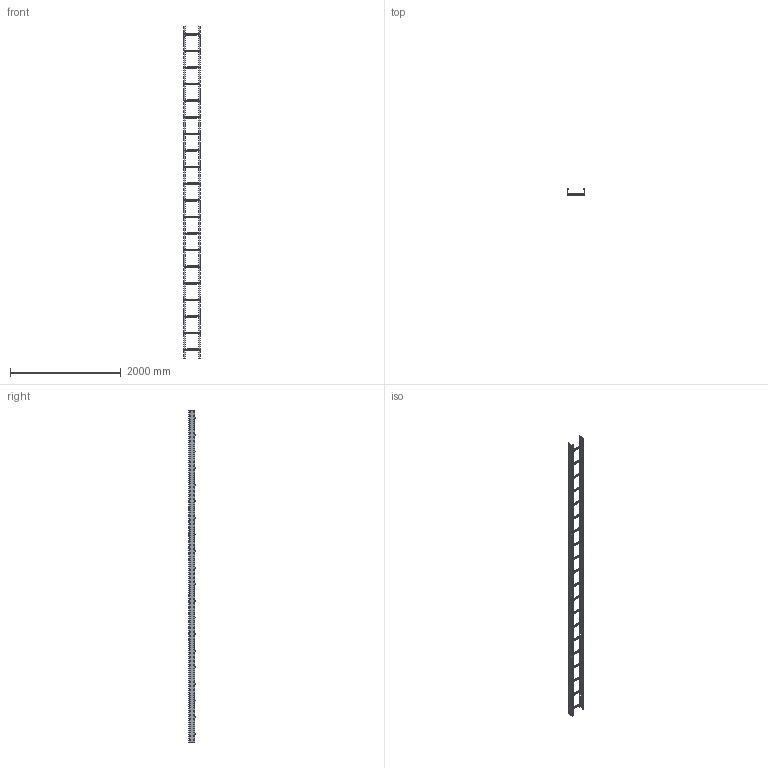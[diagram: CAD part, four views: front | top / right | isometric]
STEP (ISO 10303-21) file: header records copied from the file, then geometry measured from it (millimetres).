
FILE_DESCRIPTION (( 'STEP AP214' ), '1' );
FILE_NAME ('6216493.STEP', '2025-08-15T13:09:23', ( '' ), ( '' ), 'SwSTEP 2.0', 'SolidWorks 2024', '' );
FILE_SCHEMA (( 'AUTOMOTIVE_DESIGN' ));
Length unit declared in the file: millimetre
Products named in the file (5): KTS 05.012-096_L=6000; 6216493; 093842_L295; 246474_Klemmzustand L=3mm
Assembly tree (62 placements, depth 2):
  6216493
    KTS 05.012-096_L=6000
    KTS 05.012-096_L=6000
    093842_L295  x20
    246474_Klemmzustand L=3mm  x40
Bounding box: 300 x 112.5 x 6000 mm (x, y, z)
Volume: 3103960.3 mm3; surface area: 4249926.5 mm2
Topology: 62 solids, 62 shells, 3488 faces, 9516 edges, 6232 vertices
Faces by surface type: plane 2756, cylinder 572, torus 160
Entity records: 51198 total; most frequent: CARTESIAN_POINT 8931, ORIENTED_EDGE 8856, DIRECTION 7762, EDGE_CURVE 4428, LINE 4212, VECTOR 4212, VERTEX_POINT 2944, EDGE_LOOP 2248
